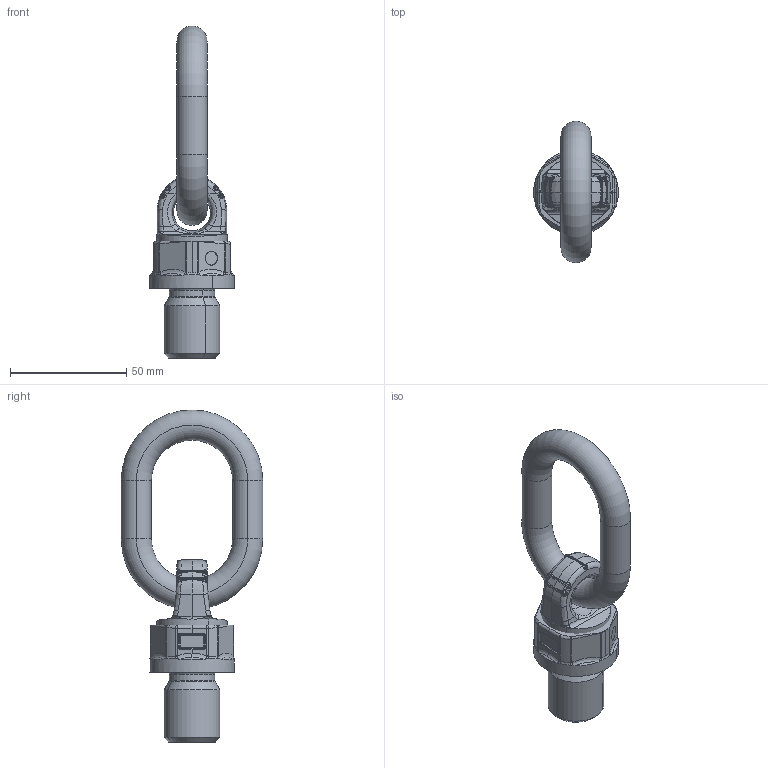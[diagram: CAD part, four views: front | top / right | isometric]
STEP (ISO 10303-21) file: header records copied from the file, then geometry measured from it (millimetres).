
FILE_DESCRIPTION(('CATIA V5 STEP Exchange'),'2;1');
FILE_NAME('G36.5-ASSY-for custmor.stp','2017-07-26T03:10:27+00:00',('none'),('none'),'CATIA Version 5 Release 21 GA (IN-10)','CATIA V5 STEP AP203','none');
FILE_SCHEMA(('CONFIG_CONTROL_DESIGN'));
Length unit declared in the file: millimetre
Products named in the file (1): 產品1
Assembly tree (3 placements, depth 2):
  產品1
    #58
    #5617
    #24118
Bounding box: 36.5 x 61 x 143.09 mm (x, y, z)
Volume: 67357.3 mm3; surface area: 18477 mm2
Topology: 4 solids, 4 shells, 445 faces, 1069 edges, 602 vertices
Faces by surface type: bspline 176, cylinder 93, cone 46, torus 44, sphere 40, plane 38, revolution 8
Entity records: 24306 total; most frequent: CARTESIAN_POINT 16177, ORIENTED_EDGE 2082, EDGE_CURVE 1041, DIRECTION 869, B_SPLINE_CURVE_WITH_KNOTS 610, VERTEX_POINT 602, AXIS2_PLACEMENT_3D 510, EDGE_LOOP 447
